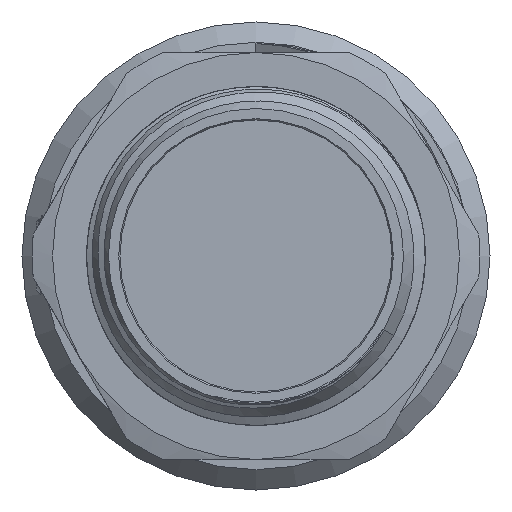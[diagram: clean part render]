
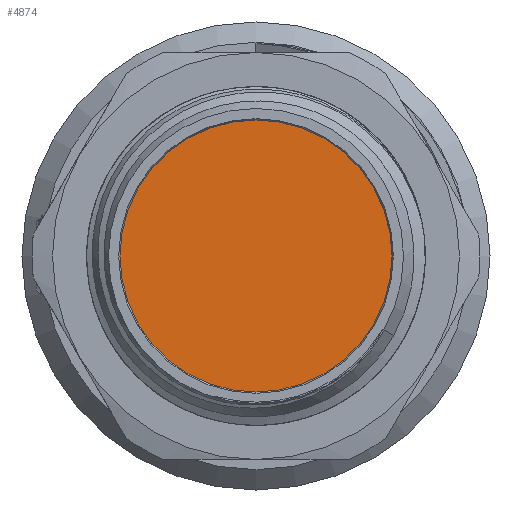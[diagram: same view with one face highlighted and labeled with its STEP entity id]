
A CAD part, left-side view. The second image highlights one B-rep face of the part: STEP entity #4874.
In plain terms, the highlighted planar face has unit normal (-1, 0, 0).
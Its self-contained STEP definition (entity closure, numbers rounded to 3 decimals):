
#266=PLANE('',#5231);
#371=FACE_OUTER_BOUND('',#674,.T.);
#674=EDGE_LOOP('',(#3274,#3275));
#1009=CIRCLE('',#5232,6.684);
#1010=CIRCLE('',#5233,6.684);
#1966=VERTEX_POINT('',#7867);
#1967=VERTEX_POINT('',#7868);
#2504=EDGE_CURVE('',#1966,#1967,#1009,.T.);
#2505=EDGE_CURVE('',#1967,#1966,#1010,.T.);
#3274=ORIENTED_EDGE('',*,*,#2504,.F.);
#3275=ORIENTED_EDGE('',*,*,#2505,.F.);
#4874=ADVANCED_FACE('',(#371),#266,.T.);
#5231=AXIS2_PLACEMENT_3D('',#7866,#5894,#5895);
#5232=AXIS2_PLACEMENT_3D('',#7869,#5896,#5897);
#5233=AXIS2_PLACEMENT_3D('',#7870,#5898,#5899);
#5894=DIRECTION('center_axis',(-1.,0.,0.));
#5895=DIRECTION('ref_axis',(0.,0.,1.));
#5896=DIRECTION('center_axis',(1.,0.,0.));
#5897=DIRECTION('ref_axis',(0.,0.,-1.));
#5898=DIRECTION('center_axis',(1.,0.,0.));
#5899=DIRECTION('ref_axis',(0.,0.,-1.));
#7866=CARTESIAN_POINT('Origin',(-37.9,6.684,0.));
#7867=CARTESIAN_POINT('',(-37.9,6.684,0.));
#7868=CARTESIAN_POINT('',(-37.9,-6.684,0.));
#7869=CARTESIAN_POINT('Origin',(-37.9,0.,0.));
#7870=CARTESIAN_POINT('Origin',(-37.9,0.,0.));
